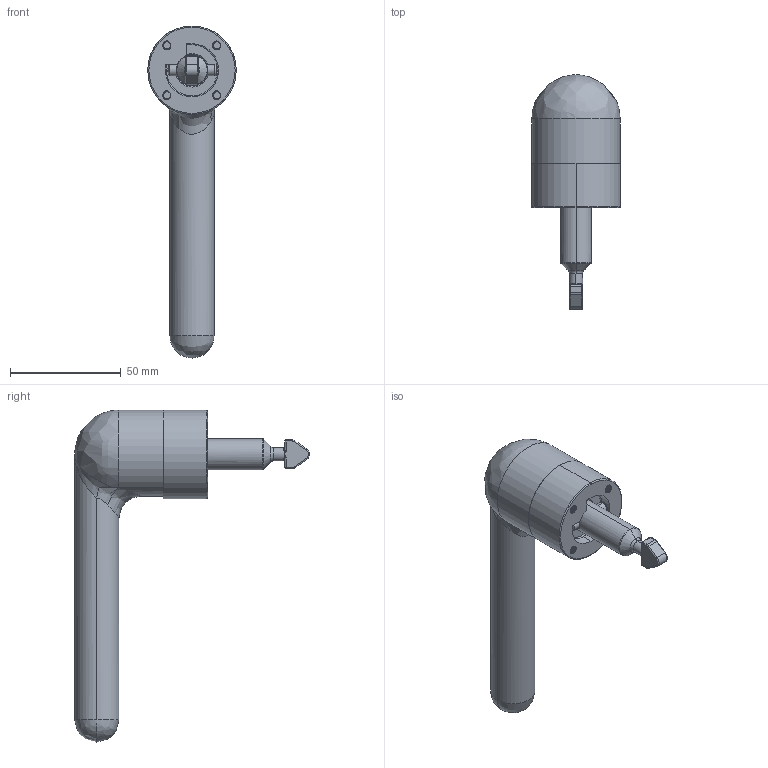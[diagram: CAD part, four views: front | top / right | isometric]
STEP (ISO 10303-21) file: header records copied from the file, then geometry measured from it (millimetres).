
FILE_DESCRIPTION (( 'STEP AP214' ), '1' );
FILE_NAME ('THA_466_1.STEP', '2019-08-26T23:48:26', ( '' ), ( '' ), 'SwSTEP 2.0', 'SolidWorks 2015', '' );
FILE_SCHEMA (( 'AUTOMOTIVE_DESIGN' ));
Length unit declared in the file: millimetre
Products named in the file (3): _X2_30D930FC30B9_X0_(K10618B0020V1.1); _X2_30CF30F330C930EB_X0_(K10618B0010V1.1); THA_466_1
Assembly tree (2 placements, depth 2):
  THA_466_1
    _X2_30CF30F330C930EB_X0_(K10618B0010V1.1)
    _X2_30D930FC30B9_X0_(K10618B0020V1.1)
Bounding box: 40 x 105.99 x 150 mm (x, y, z)
Volume: 104900 mm3; surface area: 22359.9 mm2
Topology: 2 solids, 2 shells, 262 faces, 717 edges, 451 vertices
Faces by surface type: cylinder 114, bspline 98, plane 27, torus 19, cone 4
Entity records: 20280 total; most frequent: CARTESIAN_POINT 12102, ORIENTED_EDGE 1404, DIRECTION 736, EDGE_CURVE 702, VERTEX_POINT 451, AXIS2_PLACEMENT_3D 287, EDGE_LOOP 271, UNCERTAINTY_MEASURE_WITH_UNIT 269
